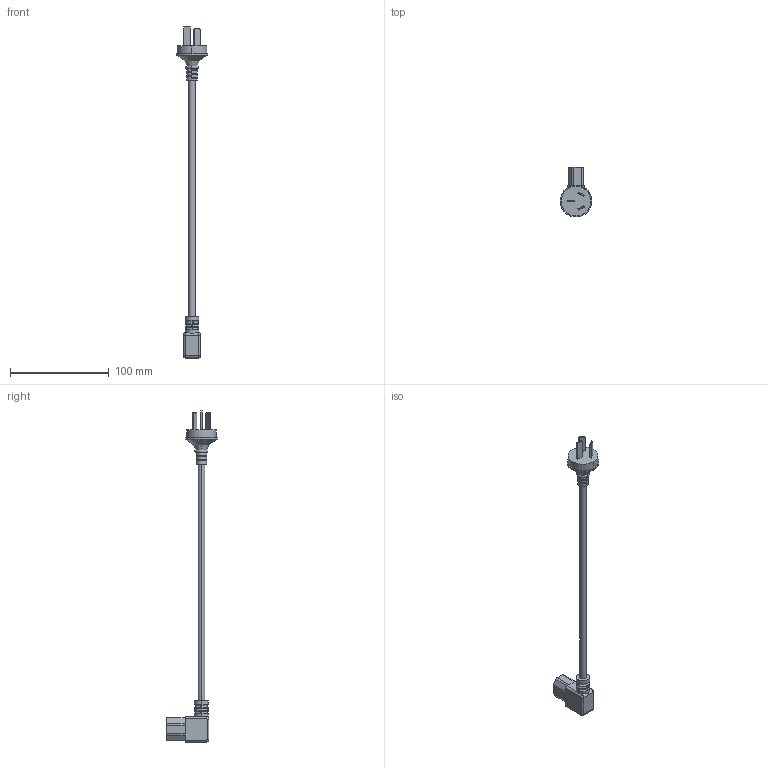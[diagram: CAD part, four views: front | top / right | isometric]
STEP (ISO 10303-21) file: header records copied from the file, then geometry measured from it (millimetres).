
FILE_DESCRIPTION (( 'STEP AP203' ), '1' );
FILE_NAME ('CPCIC13R-10A-2M_3D.STEP', '2022-04-25T15:20:00', ( '' ), ( '' ), 'SwSTEP 2.0', 'SolidWorks 2021', '' );
FILE_SCHEMA (( 'CONFIG_CONTROL_DESIGN' ));
Length unit declared in the file: inch
Products named in the file (4): SF-132 TYPE I 3-BLADE (AUS) PWR PLUG; CPCIC13R-10A-2M_3D; H05VV-F 3G Cord (for 44-423-02M); SF-83 IEC60320-1 C13 RT-ANG FEM PWR PLUG
Assembly tree (3 placements, depth 2):
  CPCIC13R-10A-2M_3D
    SF-132 TYPE I 3-BLADE (AUS) PWR PLUG
    H05VV-F 3G Cord (for 44-423-02M)
    SF-83 IEC60320-1 C13 RT-ANG FEM PWR PLUG
Bounding box: 32 x 50.96 x 336.13 mm (x, y, z)
Volume: 38256.1 mm3; surface area: 15740.3 mm2
Topology: 3 solids, 3 shells, 150 faces, 363 edges, 232 vertices
Faces by surface type: plane 90, cylinder 42, bspline 12, torus 6
Entity records: 5593 total; most frequent: CARTESIAN_POINT 1694, DIRECTION 729, ORIENTED_EDGE 726, EDGE_CURVE 363, AXIS2_PLACEMENT_3D 261, VERTEX_POINT 232, VECTOR 207, LINE 207
